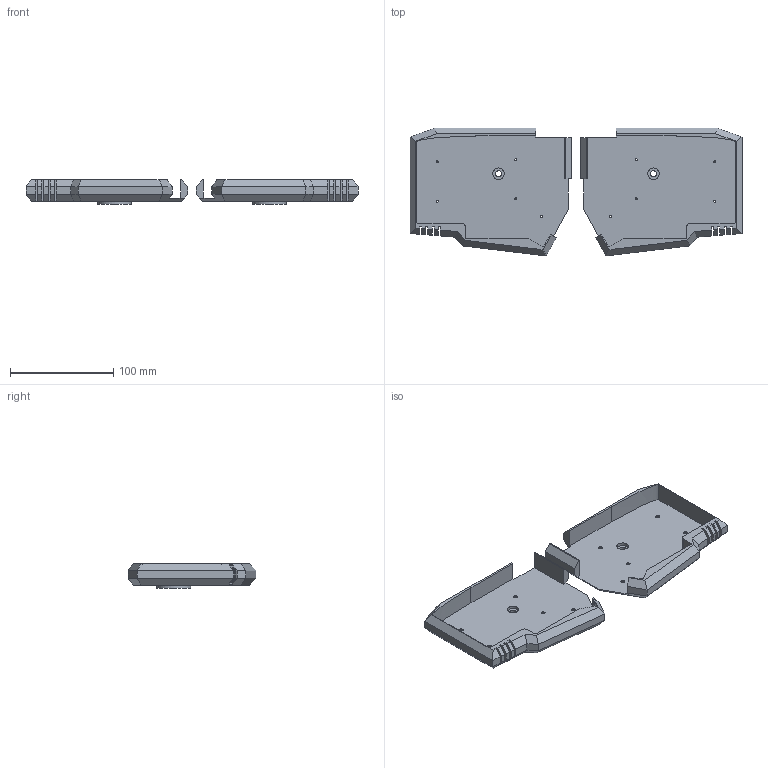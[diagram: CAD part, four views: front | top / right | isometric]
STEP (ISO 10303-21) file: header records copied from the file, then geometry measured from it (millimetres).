
FILE_DESCRIPTION(/* description */ (''),/* implementation_level */ '2;1');
FILE_NAME(/* name */ 'Hector''s Libraries/Downloads/Lily58+High-Profile+Case/files/lily58-right-trunc v4.step',/* time_stamp */ '2021-07-19T11:40:15+01:00',/* author */ (''),/* organization */ (''),/* preprocessor_version */ 'ST-DEVELOPER v18.1',/* originating_system */ 'Autodesk Translation Framework v10.6.0.1341',/* authorisation */ '');
FILE_SCHEMA (('AUTOMOTIVE_DESIGN { 1 0 10303 214 3 1 1 }'));
Length unit declared in the file: millimetre
Products named in the file (5): lily58-right-trunc; Pocket004; screw holes; CopyCopySketch011; base
Assembly tree (4 placements, depth 2):
  lily58-right-trunc
    Pocket004
    screw holes
    CopyCopySketch011
    base
Bounding box: 321.64 x 123.96 x 24 mm (x, y, z)
Volume: 286326.1 mm3; surface area: 144872.2 mm2
Topology: 3 solids, 3 shells, 314 faces, 831 edges, 542 vertices
Faces by surface type: plane 265, cylinder 37, bspline 12
Full cylindrical faces by diameter (mm): 2 x15, 4 x15, 5.954 x2, 11.135 x3, 32.807 x2
Entity records: 9838 total; most frequent: CARTESIAN_POINT 1852, ORIENTED_EDGE 1662, DIRECTION 1503, EDGE_CURVE 831, LINE 733, VECTOR 733, VERTEX_POINT 542, AXIS2_PLACEMENT_3D 385
